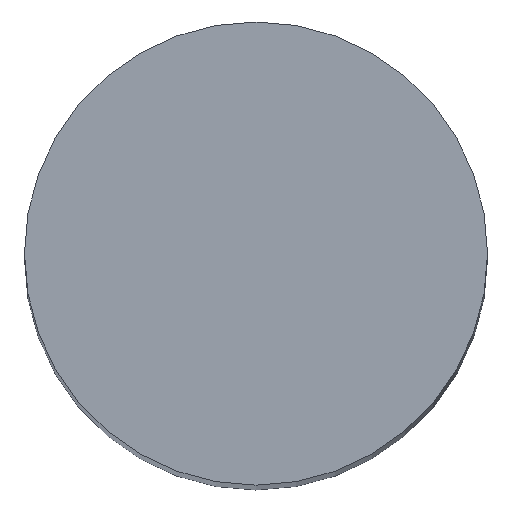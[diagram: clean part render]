
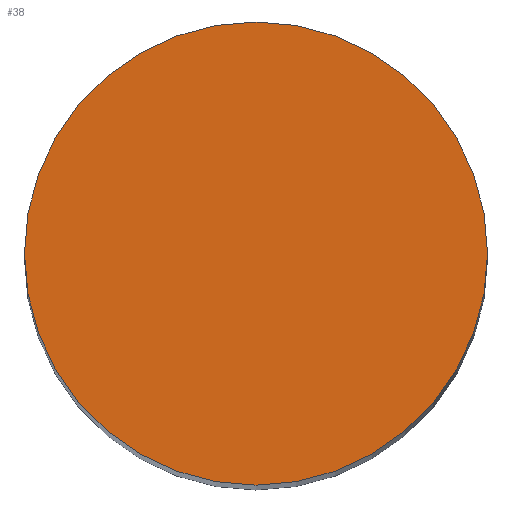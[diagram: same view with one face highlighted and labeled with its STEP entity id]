
A CAD part, top view. The second image highlights one B-rep face of the part: STEP entity #38.
In plain terms, the highlighted planar face has unit normal (0, 0, 1).
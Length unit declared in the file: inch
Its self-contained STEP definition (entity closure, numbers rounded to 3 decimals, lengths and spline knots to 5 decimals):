
#19=FACE_OUTER_BOUND('',#23,.T.);
#23=EDGE_LOOP('',(#33));
#25=CIRCLE('',#50,0.25);
#27=VERTEX_POINT('',#69);
#29=EDGE_CURVE('',#27,#27,#25,.T.);
#33=ORIENTED_EDGE('',*,*,#29,.F.);
#35=PLANE('',#51);
#38=ADVANCED_FACE('',(#19),#35,.T.);
#50=AXIS2_PLACEMENT_3D('',#70,#60,#61);
#51=AXIS2_PLACEMENT_3D('',#71,#62,#63);
#60=DIRECTION('center_axis',(0.,0.,-1.));
#61=DIRECTION('ref_axis',(-1.,0.,0.));
#62=DIRECTION('center_axis',(0.,0.,1.));
#63=DIRECTION('ref_axis',(1.,0.,0.));
#69=CARTESIAN_POINT('',(0.25,0.,3.));
#70=CARTESIAN_POINT('Origin',(0.,0.,3.));
#71=CARTESIAN_POINT('Origin',(0.,0.,3.));
